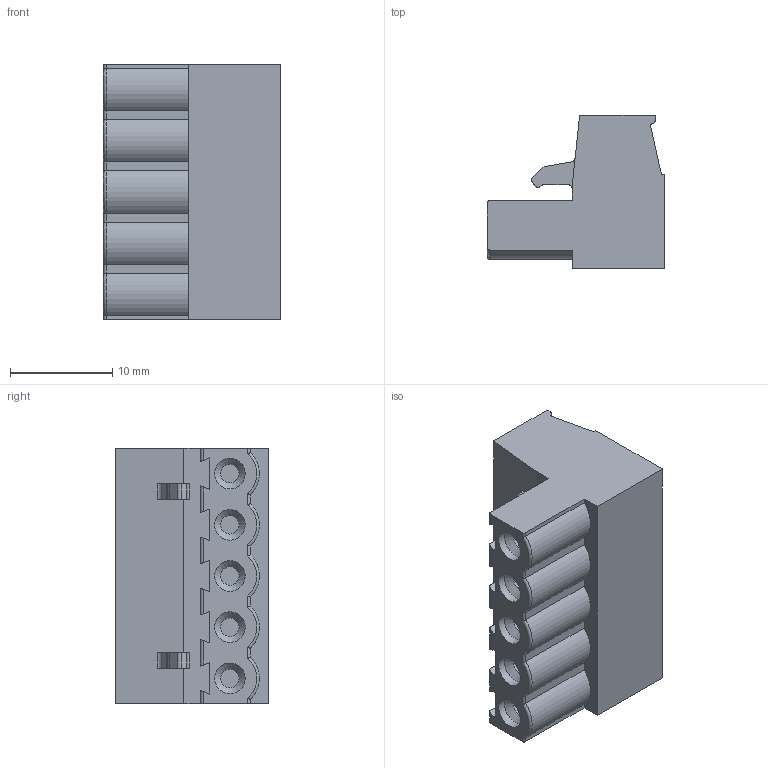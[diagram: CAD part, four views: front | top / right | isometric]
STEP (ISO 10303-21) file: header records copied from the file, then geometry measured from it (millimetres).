
FILE_DESCRIPTION((''),'2;1');
FILE_NAME('11210.1_PKB950_5_50.stp');
FILE_SCHEMA(('AUTOMOTIVE_DESIGN { 1 0 10303 214 1 1 1 1 }'));
Length unit declared in the file: millimetre
Products named in the file (1): 20061214_AK950_Modell
Bounding box: 17.3 x 15 x 25 mm (x, y, z)
Volume: 3869.1 mm3; surface area: 2604 mm2
Topology: 1 solids, 1 shells, 203 faces, 508 edges, 322 vertices
Faces by surface type: plane 121, cylinder 43, bspline 24, cone 10, torus 5
Full cylindrical faces by diameter (mm): 1.8 x5, 3 x5, 4 x5
Entity records: 6666 total; most frequent: CARTESIAN_POINT 2059, ORIENTED_EDGE 946, DIRECTION 903, EDGE_CURVE 473, VERTEX_POINT 317, VECTOR 303, LINE 303, AXIS2_PLACEMENT_3D 300
